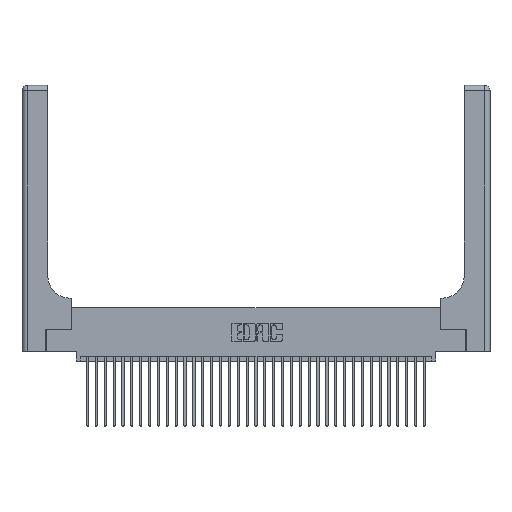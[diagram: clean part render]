
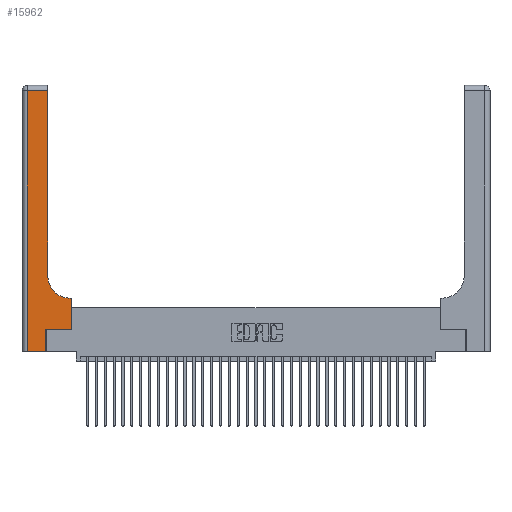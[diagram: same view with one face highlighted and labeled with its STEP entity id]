
A CAD part, top view. The second image highlights one B-rep face of the part: STEP entity #15962.
In plain terms, the highlighted planar face has unit normal (0, 0, 1).
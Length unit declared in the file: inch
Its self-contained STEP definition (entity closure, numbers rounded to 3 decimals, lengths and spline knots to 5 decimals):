
#58 = LINE ( 'NONE', #34381, #21578 ) ;
#111 = DIRECTION ( 'NONE',  ( 1., 0., 0. ) ) ;
#1483 = EDGE_CURVE ( 'NONE', #23399, #17593, #28351, .T. ) ;
#2595 = VERTEX_POINT ( 'NONE', #34927 ) ;
#2729 = CARTESIAN_POINT ( 'NONE',  ( 0.269, 0.25, 0.37 ) ) ;
#3151 = ORIENTED_EDGE ( 'NONE', *, *, #6730, .T. ) ;
#3501 = DIRECTION ( 'NONE',  ( -1., 0., 0. ) ) ;
#4111 = CARTESIAN_POINT ( 'NONE',  ( 0.269, 0., 0.37 ) ) ;
#4550 = DIRECTION ( 'NONE',  ( -1., 0., 0. ) ) ;
#5039 = ORIENTED_EDGE ( 'NONE', *, *, #7662, .T. ) ;
#5079 = DIRECTION ( 'NONE',  ( 0., 1., 0. ) ) ;
#5694 = VECTOR ( 'NONE', #11461, 39.37008 ) ;
#5773 = ORIENTED_EDGE ( 'NONE', *, *, #21834, .T. ) ;
#5787 = DIRECTION ( 'NONE',  ( -1., 0., 0. ) ) ;
#5897 = CARTESIAN_POINT ( 'NONE',  ( 0., 2.94, 0.37 ) ) ;
#6288 = LINE ( 'NONE', #16214, #14984 ) ;
#6730 = EDGE_CURVE ( 'NONE', #32338, #9703, #6288, .T. ) ;
#7248 = VECTOR ( 'NONE', #111, 39.37008 ) ;
#7414 = ORIENTED_EDGE ( 'NONE', *, *, #16935, .T. ) ;
#7662 = EDGE_CURVE ( 'NONE', #9703, #7707, #58, .T. ) ;
#7707 = VERTEX_POINT ( 'NONE', #4111 ) ;
#8669 = CARTESIAN_POINT ( 'NONE',  ( 0.269, 0., 0.37 ) ) ;
#9107 = CARTESIAN_POINT ( 'NONE',  ( 0.5415, 0.85, 0.37 ) ) ;
#9253 = EDGE_CURVE ( 'NONE', #17593, #2595, #20998, .T. ) ;
#9703 = VERTEX_POINT ( 'NONE', #10274 ) ;
#10274 = CARTESIAN_POINT ( 'NONE',  ( 0.06, 0., 0.37 ) ) ;
#11461 = DIRECTION ( 'NONE',  ( 0., 1., 0. ) ) ;
#11788 = VECTOR ( 'NONE', #5079, 39.37008 ) ;
#13180 = DIRECTION ( 'NONE',  ( 0., 1., 0. ) ) ;
#13900 = DIRECTION ( 'NONE',  ( 0., 0., -1. ) ) ;
#13952 = AXIS2_PLACEMENT_3D ( 'NONE', #29124, #17720, #3501 ) ;
#14736 = VERTEX_POINT ( 'NONE', #26874 ) ;
#14984 = VECTOR ( 'NONE', #27539, 39.37008 ) ;
#15315 = ORIENTED_EDGE ( 'NONE', *, *, #35182, .T. ) ;
#15962 = ADVANCED_FACE ( 'NONE', ( #17938 ), #23373, .F. ) ;
#16139 = VECTOR ( 'NONE', #4550, 39.37008 ) ;
#16214 = CARTESIAN_POINT ( 'NONE',  ( 0.06, 3., 0.37 ) ) ;
#16625 = VECTOR ( 'NONE', #5787, 39.37008 ) ;
#16935 = EDGE_CURVE ( 'NONE', #26332, #23399, #24087, .T. ) ;
#17593 = VERTEX_POINT ( 'NONE', #21794 ) ;
#17720 = DIRECTION ( 'NONE',  ( 0., 0., -1. ) ) ;
#17739 = CARTESIAN_POINT ( 'NONE',  ( 0.5585, 0.6, 0.37 ) ) ;
#17938 = FACE_OUTER_BOUND ( 'NONE', #29622, .T. ) ;
#18708 = CARTESIAN_POINT ( 'NONE',  ( 0.5585, 0.25, 0.37 ) ) ;
#19619 = EDGE_CURVE ( 'NONE', #14736, #26332, #24229, .T. ) ;
#20998 = LINE ( 'NONE', #36107, #11788 ) ;
#21402 = AXIS2_PLACEMENT_3D ( 'NONE', #9107, #13900, #27778 ) ;
#21578 = VECTOR ( 'NONE', #27994, 39.37008 ) ;
#21582 = VERTEX_POINT ( 'NONE', #27323 ) ;
#21794 = CARTESIAN_POINT ( 'NONE',  ( 0.2915, 0.85, 0.37 ) ) ;
#21834 = EDGE_CURVE ( 'NONE', #7707, #21582, #29328, .T. ) ;
#21968 = ORIENTED_EDGE ( 'NONE', *, *, #32711, .T. ) ;
#22774 = LINE ( 'NONE', #5897, #16625 ) ;
#22939 = ORIENTED_EDGE ( 'NONE', *, *, #9253, .T. ) ;
#23373 = PLANE ( 'NONE',  #13952 ) ;
#23399 = VERTEX_POINT ( 'NONE', #23872 ) ;
#23872 = CARTESIAN_POINT ( 'NONE',  ( 0.5415, 0.6, 0.37 ) ) ;
#24087 = LINE ( 'NONE', #29700, #16139 ) ;
#24229 = LINE ( 'NONE', #18708, #27757 ) ;
#25576 = ORIENTED_EDGE ( 'NONE', *, *, #19619, .T. ) ;
#26332 = VERTEX_POINT ( 'NONE', #17739 ) ;
#26874 = CARTESIAN_POINT ( 'NONE',  ( 0.5585, 0.25, 0.37 ) ) ;
#27323 = CARTESIAN_POINT ( 'NONE',  ( 0.269, 0.25, 0.37 ) ) ;
#27539 = DIRECTION ( 'NONE',  ( 0., -1., 0. ) ) ;
#27757 = VECTOR ( 'NONE', #13180, 39.37008 ) ;
#27778 = DIRECTION ( 'NONE',  ( 1., 0., 0. ) ) ;
#27994 = DIRECTION ( 'NONE',  ( 1., 0., 0. ) ) ;
#28351 = CIRCLE ( 'NONE', #21402, 0.25 ) ;
#29124 = CARTESIAN_POINT ( 'NONE',  ( 0., 3., 0.37 ) ) ;
#29328 = LINE ( 'NONE', #8669, #5694 ) ;
#29622 = EDGE_LOOP ( 'NONE', ( #22939, #21968, #3151, #5039, #5773, #15315, #25576, #7414, #35098 ) ) ;
#29700 = CARTESIAN_POINT ( 'NONE',  ( 0.2915, 0.6, 0.37 ) ) ;
#31364 = LINE ( 'NONE', #2729, #7248 ) ;
#32338 = VERTEX_POINT ( 'NONE', #32526 ) ;
#32526 = CARTESIAN_POINT ( 'NONE',  ( 0.06, 2.94, 0.37 ) ) ;
#32711 = EDGE_CURVE ( 'NONE', #2595, #32338, #22774, .T. ) ;
#34381 = CARTESIAN_POINT ( 'NONE',  ( 0., 0., 0.37 ) ) ;
#34927 = CARTESIAN_POINT ( 'NONE',  ( 0.2915, 2.94, 0.37 ) ) ;
#35098 = ORIENTED_EDGE ( 'NONE', *, *, #1483, .T. ) ;
#35182 = EDGE_CURVE ( 'NONE', #21582, #14736, #31364, .T. ) ;
#36107 = CARTESIAN_POINT ( 'NONE',  ( 0.2915, 3., 0.37 ) ) ;
